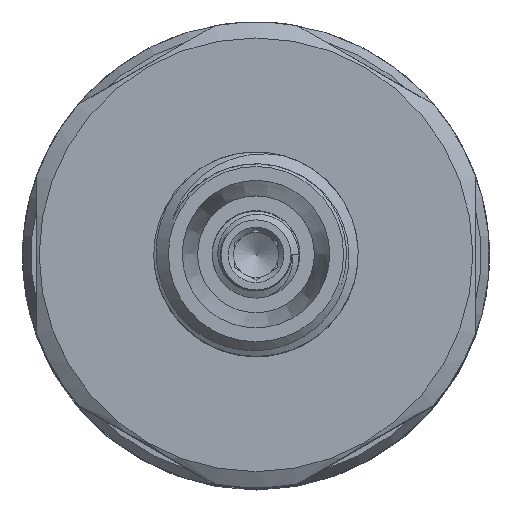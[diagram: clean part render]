
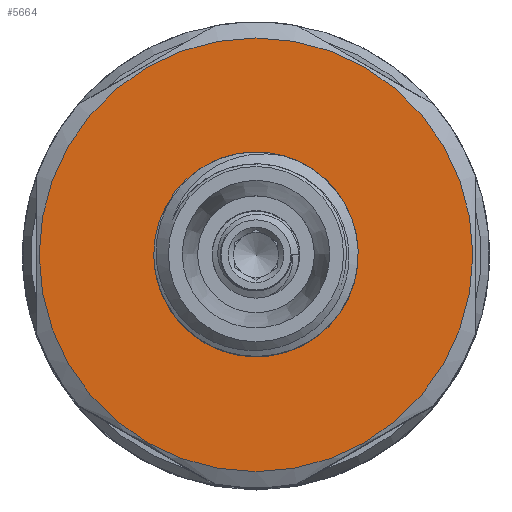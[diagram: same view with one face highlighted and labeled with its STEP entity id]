
A CAD part, top view. The second image highlights one B-rep face of the part: STEP entity #5664.
In plain terms, the highlighted planar face has unit normal (0, 0, 1).
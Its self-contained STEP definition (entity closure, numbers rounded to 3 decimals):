
#84=FACE_BOUND('',#1002,.T.);
#143=PLANE('',#6280);
#627=FACE_OUTER_BOUND('',#1001,.T.);
#1001=EDGE_LOOP('',(#4957));
#1002=EDGE_LOOP('',(#4958));
#1313=CIRCLE('',#6275,14.85);
#1315=CIRCLE('',#6281,6.85);
#2637=VERTEX_POINT('',#14814);
#2640=VERTEX_POINT('',#14851);
#3458=EDGE_CURVE('',#2637,#2637,#1313,.T.);
#3471=EDGE_CURVE('',#2640,#2640,#1315,.T.);
#4957=ORIENTED_EDGE('',*,*,#3458,.F.);
#4958=ORIENTED_EDGE('',*,*,#3471,.T.);
#5664=ADVANCED_FACE('',(#627,#84),#143,.F.);
#6275=AXIS2_PLACEMENT_3D('',#14816,#7696,#7697);
#6280=AXIS2_PLACEMENT_3D('',#14850,#7709,#7710);
#6281=AXIS2_PLACEMENT_3D('',#14852,#7711,#7712);
#7696=DIRECTION('center_axis',(0.,0.,-1.));
#7697=DIRECTION('ref_axis',(1.,0.,0.));
#7709=DIRECTION('center_axis',(0.,0.,-1.));
#7710=DIRECTION('ref_axis',(1.,0.,0.));
#7711=DIRECTION('center_axis',(0.,0.,-1.));
#7712=DIRECTION('ref_axis',(1.,0.,0.));
#14814=CARTESIAN_POINT('',(-14.85,0.,35.1));
#14816=CARTESIAN_POINT('Origin',(0.,0.,35.1));
#14850=CARTESIAN_POINT('Origin',(0.,-14.85,35.1));
#14851=CARTESIAN_POINT('',(-6.85,0.,35.1));
#14852=CARTESIAN_POINT('Origin',(0.,0.,35.1));
